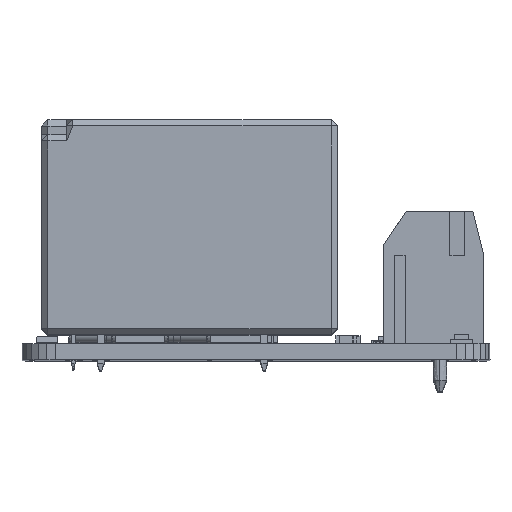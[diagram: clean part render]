
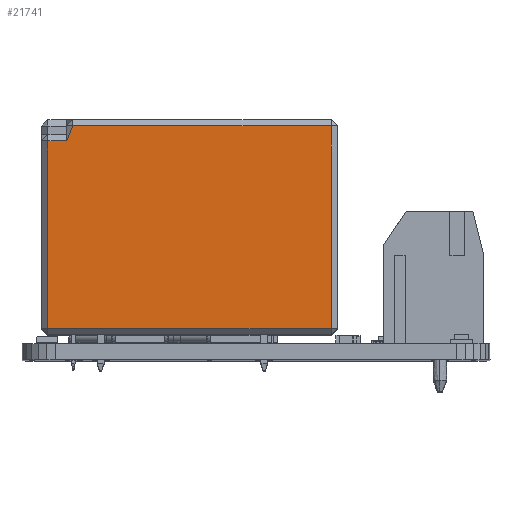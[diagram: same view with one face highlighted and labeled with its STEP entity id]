
A CAD part, top view. The second image highlights one B-rep face of the part: STEP entity #21741.
In plain terms, the highlighted face is planar.
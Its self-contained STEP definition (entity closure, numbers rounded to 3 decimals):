
#496 = LINE ( 'NONE', #72806, #57363 ) ;
#1910 = AXIS2_PLACEMENT_3D ( 'NONE', #87847, #6460, #73274 ) ;
#4158 = ORIENTED_EDGE ( 'NONE', *, *, #21391, .F. ) ;
#5945 = DIRECTION ( 'NONE',  ( 0., 1., 0. ) ) ;
#6460 = DIRECTION ( 'NONE',  ( -1., 0., 0. ) ) ;
#8404 = CARTESIAN_POINT ( 'NONE',  ( 8.032, 10.589, 16.3 ) ) ;
#8436 = VERTEX_POINT ( 'NONE', #92677 ) ;
#8983 = DIRECTION ( 'NONE',  ( 0., 0.374, 0.928 ) ) ;
#12384 = EDGE_CURVE ( 'NONE', #78411, #16520, #79585, .T. ) ;
#12792 = DIRECTION ( 'NONE',  ( 0., 0., -1. ) ) ;
#14809 = EDGE_CURVE ( 'NONE', #16520, #50397, #17025, .T. ) ;
#15980 = ORIENTED_EDGE ( 'NONE', *, *, #14809, .F. ) ;
#16520 = VERTEX_POINT ( 'NONE', #54065 ) ;
#17025 = LINE ( 'NONE', #49431, #63501 ) ;
#20375 = VECTOR ( 'NONE', #8983, 1000. ) ;
#20521 = CARTESIAN_POINT ( 'NONE',  ( 8.032, -9.17, 1.141 ) ) ;
#21391 = EDGE_CURVE ( 'NONE', #50397, #26266, #496, .T. ) ;
#21565 = VECTOR ( 'NONE', #38609, 1000. ) ;
#21741 = ADVANCED_FACE ( 'NONE', ( #57177 ), #41586, .F. ) ;
#24594 = ORIENTED_EDGE ( 'NONE', *, *, #12384, .F. ) ;
#25816 = CARTESIAN_POINT ( 'NONE',  ( 8.032, 10.589, 1.141 ) ) ;
#26266 = VERTEX_POINT ( 'NONE', #25816 ) ;
#27542 = DIRECTION ( 'NONE',  ( 0., 1., 0. ) ) ;
#31957 = CARTESIAN_POINT ( 'NONE',  ( 8.032, -9.17, 15.176 ) ) ;
#37908 = CARTESIAN_POINT ( 'NONE',  ( 8.032, -9.17, 15.176 ) ) ;
#38609 = DIRECTION ( 'NONE',  ( 0., 0., 1. ) ) ;
#41586 = PLANE ( 'NONE',  #1910 ) ;
#43603 = LINE ( 'NONE', #20521, #48283 ) ;
#45928 = EDGE_LOOP ( 'NONE', ( #78461, #4158, #15980, #24594, #82432, #73173 ) ) ;
#48283 = VECTOR ( 'NONE', #5945, 1000. ) ;
#49431 = CARTESIAN_POINT ( 'NONE',  ( 8.032, -9.17, 16.3 ) ) ;
#50397 = VERTEX_POINT ( 'NONE', #8404 ) ;
#51422 = LINE ( 'NONE', #63302, #93282 ) ;
#54065 = CARTESIAN_POINT ( 'NONE',  ( 8.032, -8.717, 16.3 ) ) ;
#54921 = EDGE_CURVE ( 'NONE', #8436, #78411, #51422, .T. ) ;
#57177 = FACE_OUTER_BOUND ( 'NONE', #45928, .T. ) ;
#57363 = VECTOR ( 'NONE', #12792, 1000. ) ;
#61349 = EDGE_CURVE ( 'NONE', #87355, #8436, #93570, .T. ) ;
#63302 = CARTESIAN_POINT ( 'NONE',  ( 8.032, -9.17, 15.176 ) ) ;
#63501 = VECTOR ( 'NONE', #79634, 1000. ) ;
#72806 = CARTESIAN_POINT ( 'NONE',  ( 8.032, 10.589, 15.176 ) ) ;
#73173 = ORIENTED_EDGE ( 'NONE', *, *, #61349, .F. ) ;
#73274 = DIRECTION ( 'NONE',  ( 0., 0., 1. ) ) ;
#78411 = VERTEX_POINT ( 'NONE', #37908 ) ;
#78461 = ORIENTED_EDGE ( 'NONE', *, *, #84426, .T. ) ;
#79585 = LINE ( 'NONE', #31957, #20375 ) ;
#79634 = DIRECTION ( 'NONE',  ( 0., 1., 0. ) ) ;
#82432 = ORIENTED_EDGE ( 'NONE', *, *, #54921, .F. ) ;
#84426 = EDGE_CURVE ( 'NONE', #87355, #26266, #43603, .T. ) ;
#87355 = VERTEX_POINT ( 'NONE', #91456 ) ;
#87847 = CARTESIAN_POINT ( 'NONE',  ( 8.032, -9.17, 1.141 ) ) ;
#91168 = CARTESIAN_POINT ( 'NONE',  ( 8.032, -10.589, 15.176 ) ) ;
#91456 = CARTESIAN_POINT ( 'NONE',  ( 8.032, -10.589, 1.141 ) ) ;
#92677 = CARTESIAN_POINT ( 'NONE',  ( 8.032, -10.589, 15.176 ) ) ;
#93282 = VECTOR ( 'NONE', #27542, 1000. ) ;
#93570 = LINE ( 'NONE', #91168, #21565 ) ;
